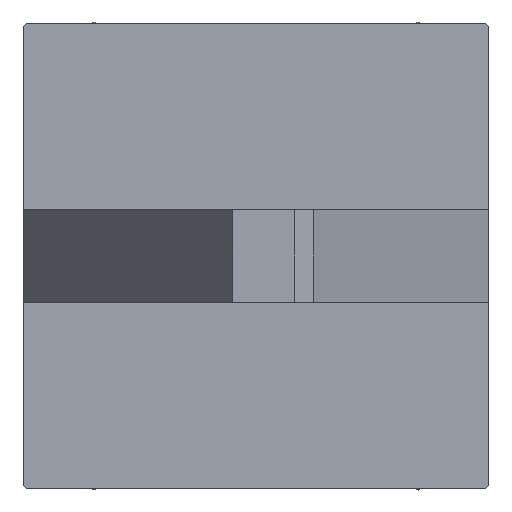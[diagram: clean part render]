
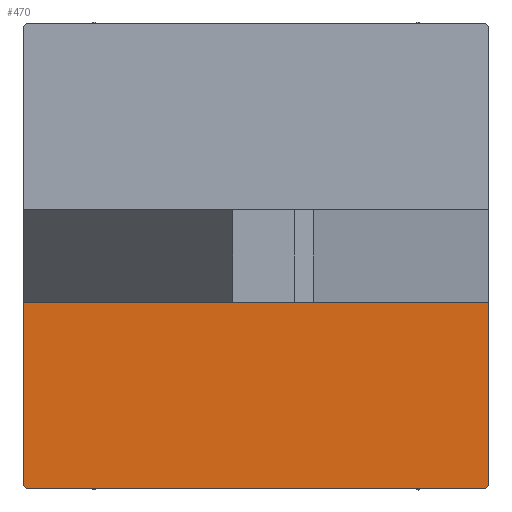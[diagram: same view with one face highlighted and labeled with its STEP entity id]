
A CAD part, left-side view. The second image highlights one B-rep face of the part: STEP entity #470.
In plain terms, the highlighted planar face has unit normal (-1, 0, 0).
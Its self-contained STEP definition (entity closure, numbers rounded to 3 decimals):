
#223 = CARTESIAN_POINT ( 'NONE',  ( 0., -37., -37.5 ) ) ;
#470 = ADVANCED_FACE ( 'NONE', ( #27361 ), #38111, .T. ) ;
#1349 = VERTEX_POINT ( 'NONE', #8272 ) ;
#4166 = LINE ( 'NONE', #14229, #14291 ) ;
#4200 = CARTESIAN_POINT ( 'NONE',  ( 0., 37.5, 37.5 ) ) ;
#4440 = DIRECTION ( 'NONE',  ( 0., 0., -1. ) ) ;
#5056 = DIRECTION ( 'NONE',  ( 0., 0., -1. ) ) ;
#6732 = EDGE_LOOP ( 'NONE', ( #36153, #22305, #24150, #13972, #28522, #34163 ) ) ;
#6976 = CARTESIAN_POINT ( 'NONE',  ( 0., -7.5, 37.5 ) ) ;
#7055 = EDGE_CURVE ( 'NONE', #10823, #12767, #29842, .T. ) ;
#7253 = CARTESIAN_POINT ( 'NONE',  ( 0., -37.25, -37.25 ) ) ;
#8272 = CARTESIAN_POINT ( 'NONE',  ( 0., -37., 37.5 ) ) ;
#8975 = VECTOR ( 'NONE', #38229, 1000. ) ;
#9925 = CARTESIAN_POINT ( 'NONE',  ( 0., -37.5, 37. ) ) ;
#10770 = DIRECTION ( 'NONE',  ( 0., -0.707, 0.707 ) ) ;
#10823 = VERTEX_POINT ( 'NONE', #6976 ) ;
#11444 = DIRECTION ( 'NONE',  ( -1., 0., 0. ) ) ;
#11454 = LINE ( 'NONE', #4200, #26060 ) ;
#12767 = VERTEX_POINT ( 'NONE', #32669 ) ;
#13972 = ORIENTED_EDGE ( 'NONE', *, *, #36330, .T. ) ;
#14024 = DIRECTION ( 'NONE',  ( 0., 0., 1. ) ) ;
#14229 = CARTESIAN_POINT ( 'NONE',  ( 0., 37.5, -37.5 ) ) ;
#14291 = VECTOR ( 'NONE', #18206, 1000. ) ;
#18206 = DIRECTION ( 'NONE',  ( 0., -1., 0. ) ) ;
#18977 = VERTEX_POINT ( 'NONE', #9925 ) ;
#22251 = VECTOR ( 'NONE', #5056, 1000. ) ;
#22305 = ORIENTED_EDGE ( 'NONE', *, *, #7055, .T. ) ;
#23733 = VERTEX_POINT ( 'NONE', #223 ) ;
#24150 = ORIENTED_EDGE ( 'NONE', *, *, #34273, .T. ) ;
#24772 = CARTESIAN_POINT ( 'NONE',  ( 0., -7.5, 37.5 ) ) ;
#25007 = EDGE_CURVE ( 'NONE', #10823, #1349, #11454, .T. ) ;
#26060 = VECTOR ( 'NONE', #29674, 1000. ) ;
#27361 = FACE_OUTER_BOUND ( 'NONE', #6732, .T. ) ;
#27407 = CARTESIAN_POINT ( 'NONE',  ( 0., -37.5, -37. ) ) ;
#27937 = CARTESIAN_POINT ( 'NONE',  ( 0., -37.25, 37.25 ) ) ;
#28522 = ORIENTED_EDGE ( 'NONE', *, *, #36447, .F. ) ;
#29228 = CARTESIAN_POINT ( 'NONE',  ( 0., -37.5, 37.5 ) ) ;
#29674 = DIRECTION ( 'NONE',  ( 0., -1., 0. ) ) ;
#29842 = LINE ( 'NONE', #24772, #22251 ) ;
#30809 = VERTEX_POINT ( 'NONE', #27407 ) ;
#31630 = EDGE_CURVE ( 'NONE', #18977, #1349, #31659, .T. ) ;
#31659 = LINE ( 'NONE', #27937, #8975 ) ;
#32669 = CARTESIAN_POINT ( 'NONE',  ( 0., -7.5, -37.5 ) ) ;
#34163 = ORIENTED_EDGE ( 'NONE', *, *, #31630, .T. ) ;
#34273 = EDGE_CURVE ( 'NONE', #12767, #23733, #4166, .T. ) ;
#36153 = ORIENTED_EDGE ( 'NONE', *, *, #25007, .F. ) ;
#36330 = EDGE_CURVE ( 'NONE', #23733, #30809, #45427, .T. ) ;
#36447 = EDGE_CURVE ( 'NONE', #18977, #30809, #40900, .T. ) ;
#38111 = PLANE ( 'NONE',  #42301 ) ;
#38229 = DIRECTION ( 'NONE',  ( 0., 0.707, 0.707 ) ) ;
#40900 = LINE ( 'NONE', #29228, #41977 ) ;
#41977 = VECTOR ( 'NONE', #4440, 1000. ) ;
#42301 = AXIS2_PLACEMENT_3D ( 'NONE', #43228, #11444, #14024 ) ;
#43228 = CARTESIAN_POINT ( 'NONE',  ( 0., 0., 0. ) ) ;
#44953 = VECTOR ( 'NONE', #10770, 1000. ) ;
#45427 = LINE ( 'NONE', #7253, #44953 ) ;
